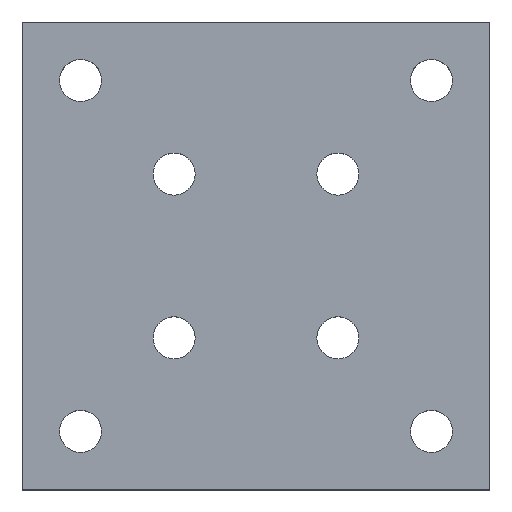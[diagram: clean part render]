
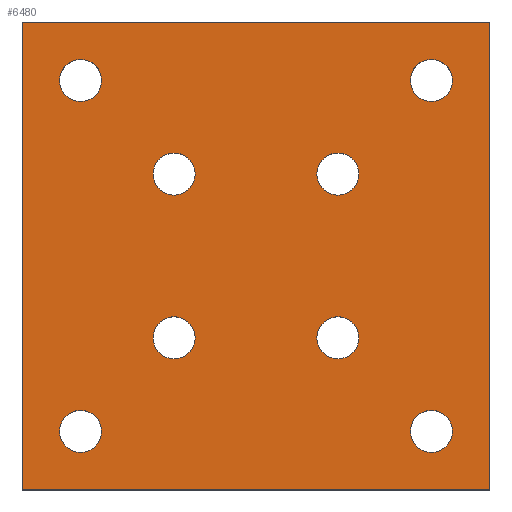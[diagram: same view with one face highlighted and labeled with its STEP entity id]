
A CAD part, top view. The second image highlights one B-rep face of the part: STEP entity #6480.
In plain terms, the highlighted planar face has unit normal (0, 0, 1).
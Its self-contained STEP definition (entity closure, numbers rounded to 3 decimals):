
#780=CARTESIAN_POINT('',(39.5,35.,12.));
#790=VERTEX_POINT('',#780);
#820=CARTESIAN_POINT('',(35.,35.,12.));
#830=DIRECTION('',(0.,0.,1.));
#840=DIRECTION('',(1.,0.,0.));
#850=AXIS2_PLACEMENT_3D('',#820,#830,#840);
#860=CIRCLE('',#850,4.5);
#870=CARTESIAN_POINT('',(30.5,35.,12.));
#880=VERTEX_POINT('',#870);
#890=EDGE_CURVE('',#880,#790,#860,.T.);
#1780=CARTESIAN_POINT('',(39.5,0.,12.));
#1790=VERTEX_POINT('',#1780);
#1820=CARTESIAN_POINT('',(35.,0.,12.));
#1830=DIRECTION('',(0.,0.,1.));
#1840=DIRECTION('',(1.,0.,0.));
#1850=AXIS2_PLACEMENT_3D('',#1820,#1830,#1840);
#1860=CIRCLE('',#1850,4.5);
#1870=CARTESIAN_POINT('',(30.5,0.,12.));
#1880=VERTEX_POINT('',#1870);
#1890=EDGE_CURVE('',#1880,#1790,#1860,.T.);
#2780=CARTESIAN_POINT('',(4.5,35.,12.));
#2790=VERTEX_POINT('',#2780);
#2820=CARTESIAN_POINT('',(0.,35.,12.));
#2830=DIRECTION('',(0.,0.,1.));
#2840=DIRECTION('',(1.,0.,0.));
#2850=AXIS2_PLACEMENT_3D('',#2820,#2830,#2840);
#2860=CIRCLE('',#2850,4.5);
#2870=CARTESIAN_POINT('',(-4.5,35.,12.));
#2880=VERTEX_POINT('',#2870);
#2890=EDGE_CURVE('',#2880,#2790,#2860,.T.);
#3780=CARTESIAN_POINT('',(4.5,0.,12.));
#3790=VERTEX_POINT('',#3780);
#3820=CARTESIAN_POINT('',(0.,0.,12.)
);
#3830=DIRECTION('',(0.,0.,1.));
#3840=DIRECTION('',(1.,0.,0.));
#3850=AXIS2_PLACEMENT_3D('',#3820,#3830,#3840);
#3860=CIRCLE('',#3850,4.5);
#3870=CARTESIAN_POINT('',(-4.5,0.,12.));
#3880=VERTEX_POINT('',#3870);
#3890=EDGE_CURVE('',#3880,#3790,#3860,.T.);
#4120=CARTESIAN_POINT('',(59.5,55.,12.));
#4130=VERTEX_POINT('',#4120);
#4160=CARTESIAN_POINT('',(55.,55.,12.));
#4170=DIRECTION('',(0.,0.,1.));
#4180=DIRECTION('',(1.,0.,0.));
#4190=AXIS2_PLACEMENT_3D('',#4160,#4170,#4180);
#4200=CIRCLE('',#4190,4.5);
#4210=CARTESIAN_POINT('',(50.5,55.,12.));
#4220=VERTEX_POINT('',#4210);
#4230=EDGE_CURVE('',#4220,#4130,#4200,.T.);
#4540=CARTESIAN_POINT('',(59.5,-20.,12.));
#4550=VERTEX_POINT('',#4540);
#4580=CARTESIAN_POINT('',(55.,-20.,12.));
#4590=DIRECTION('',(0.,0.,1.));
#4600=DIRECTION('',(1.,0.,0.));
#4610=AXIS2_PLACEMENT_3D('',#4580,#4590,#4600);
#4620=CIRCLE('',#4610,4.5);
#4630=CARTESIAN_POINT('',(50.5,-20.,12.));
#4640=VERTEX_POINT('',#4630);
#4650=EDGE_CURVE('',#4640,#4550,#4620,.T.);
#4960=CARTESIAN_POINT('',(-15.5,55.,12.));
#4970=VERTEX_POINT('',#4960);
#5000=CARTESIAN_POINT('',(-20.,55.,12.));
#5010=DIRECTION('',(0.,0.,1.));
#5020=DIRECTION('',(1.,0.,0.));
#5030=AXIS2_PLACEMENT_3D('',#5000,#5010,#5020);
#5040=CIRCLE('',#5030,4.5);
#5050=CARTESIAN_POINT('',(-24.5,55.,12.));
#5060=VERTEX_POINT('',#5050);
#5070=EDGE_CURVE('',#5060,#4970,#5040,.T.);
#5380=CARTESIAN_POINT('',(-15.5,-20.,12.));
#5390=VERTEX_POINT('',#5380);
#5420=CARTESIAN_POINT('',(-20.,-20.,12.));
#5430=DIRECTION('',(0.,0.,1.));
#5440=DIRECTION('',(1.,0.,0.));
#5450=AXIS2_PLACEMENT_3D('',#5420,#5430,#5440);
#5460=CIRCLE('',#5450,4.5);
#5470=CARTESIAN_POINT('',(-24.5,-20.,12.));
#5480=VERTEX_POINT('',#5470);
#5490=EDGE_CURVE('',#5480,#5390,#5460,.T.);
#5690=CARTESIAN_POINT('',(-31.5,-31.5,12.));
#5700=DIRECTION('',(0.,0.,1.));
#5710=DIRECTION('',(1.,0.,0.));
#5720=AXIS2_PLACEMENT_3D('',#5690,#5700,#5710);
#5730=PLANE('',#5720);
#5740=EDGE_CURVE('',#1790,#1880,#1860,.T.);
#5750=ORIENTED_EDGE('',*,*,#5740,.F.);
#5760=ORIENTED_EDGE('',*,*,#1890,.F.);
#5770=EDGE_LOOP('',(#5760,#5750));
#5780=FACE_BOUND('',#5770,.T.);
#5790=EDGE_CURVE('',#790,#880,#860,.T.);
#5800=ORIENTED_EDGE('',*,*,#5790,.F.);
#5810=ORIENTED_EDGE('',*,*,#890,.F.);
#5820=EDGE_LOOP('',(#5810,#5800));
#5830=FACE_BOUND('',#5820,.T.);
#5840=EDGE_CURVE('',#4550,#4640,#4620,.T.);
#5850=ORIENTED_EDGE('',*,*,#5840,.F.);
#5860=ORIENTED_EDGE('',*,*,#4650,.F.);
#5870=EDGE_LOOP('',(#5860,#5850));
#5880=FACE_BOUND('',#5870,.T.);
#5890=EDGE_CURVE('',#3790,#3880,#3860,.T.);
#5900=ORIENTED_EDGE('',*,*,#5890,.F.);
#5910=ORIENTED_EDGE('',*,*,#3890,.F.);
#5920=EDGE_LOOP('',(#5910,#5900));
#5930=FACE_BOUND('',#5920,.T.);
#5940=EDGE_CURVE('',#2790,#2880,#2860,.T.);
#5950=ORIENTED_EDGE('',*,*,#5940,.F.);
#5960=ORIENTED_EDGE('',*,*,#2890,.F.);
#5970=EDGE_LOOP('',(#5960,#5950));
#5980=FACE_BOUND('',#5970,.T.);
#5990=EDGE_CURVE('',#5390,#5480,#5460,.T.);
#6000=ORIENTED_EDGE('',*,*,#5990,.F.);
#6010=ORIENTED_EDGE('',*,*,#5490,.F.);
#6020=EDGE_LOOP('',(#6010,#6000));
#6030=FACE_BOUND('',#6020,.T.);
#6040=EDGE_CURVE('',#4970,#5060,#5040,.T.);
#6050=ORIENTED_EDGE('',*,*,#6040,.F.);
#6060=ORIENTED_EDGE('',*,*,#5070,.F.);
#6070=EDGE_LOOP('',(#6060,#6050));
#6080=FACE_BOUND('',#6070,.T.);
#6090=EDGE_CURVE('',#4130,#4220,#4200,.T.);
#6100=ORIENTED_EDGE('',*,*,#6090,.F.);
#6110=ORIENTED_EDGE('',*,*,#4230,.F.);
#6120=EDGE_LOOP('',(#6110,#6100));
#6130=FACE_BOUND('',#6120,.T.);
#6140=CARTESIAN_POINT('',(67.5,0.,12.));
#6150=DIRECTION('',(0.,-1.,0.));
#6160=VECTOR('',#6150,1.);
#6170=LINE('',#6140,#6160);
#6180=CARTESIAN_POINT('',(67.5,67.5,12.));
#6190=VERTEX_POINT('',#6180);
#6200=CARTESIAN_POINT('',(67.5,-32.5,12.));
#6210=VERTEX_POINT('',#6200);
#6220=EDGE_CURVE('',#6190,#6210,#6170,.T.);
#6230=ORIENTED_EDGE('',*,*,#6220,.F.);
#6240=CARTESIAN_POINT('',(0.,-32.5,12.));
#6250=DIRECTION('',(-1.,0.,0.));
#6260=VECTOR('',#6250,1.);
#6270=LINE('',#6240,#6260);
#6280=CARTESIAN_POINT('',(-32.5,-32.5,12.));
#6290=VERTEX_POINT('',#6280);
#6300=EDGE_CURVE('',#6210,#6290,#6270,.T.);
#6310=ORIENTED_EDGE('',*,*,#6300,.F.);
#6320=CARTESIAN_POINT('',(-32.5,0.,12.));
#6330=DIRECTION('',(0.,1.,0.));
#6340=VECTOR('',#6330,1.);
#6350=LINE('',#6320,#6340);
#6360=CARTESIAN_POINT('',(-32.5,67.5,12.));
#6370=VERTEX_POINT('',#6360);
#6380=EDGE_CURVE('',#6290,#6370,#6350,.T.);
#6390=ORIENTED_EDGE('',*,*,#6380,.F.);
#6400=CARTESIAN_POINT('',(0.,67.5,12.));
#6410=DIRECTION('',(1.,0.,0.));
#6420=VECTOR('',#6410,1.);
#6430=LINE('',#6400,#6420);
#6440=EDGE_CURVE('',#6370,#6190,#6430,.T.);
#6450=ORIENTED_EDGE('',*,*,#6440,.F.);
#6460=EDGE_LOOP('',(#6450,#6390,#6310,#6230));
#6470=FACE_OUTER_BOUND('',#6460,.T.);
#6480=ADVANCED_FACE('',(#5780,#5830,#5880,#5930,#5980,#6030,#6080,#6130,
#6470),#5730,.T.);
